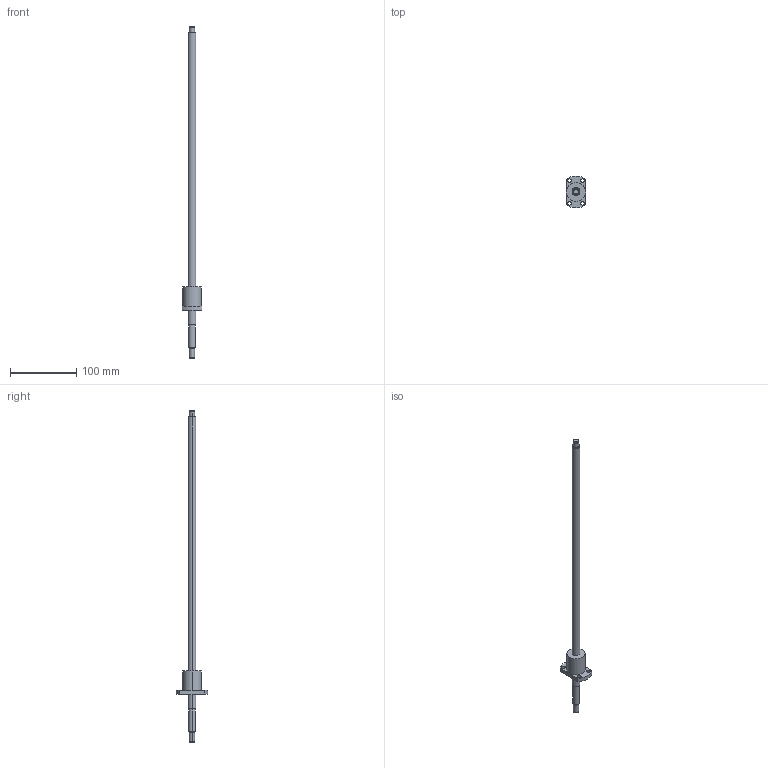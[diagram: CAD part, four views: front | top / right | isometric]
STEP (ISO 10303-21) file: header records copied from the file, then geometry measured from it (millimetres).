
FILE_DESCRIPTION (( 'STEP AP214' ), '1' );
FILE_NAME ('1755529484234.step', '2025-08-18T14:52:36', ( 'EC2' ), ( 'Amazon.com' ), 'FaSTEP 2.0', 'Forface 3D 2020', '' );
FILE_SCHEMA (( 'AUTOMOTIVE_DESIGN' ));
Length unit declared in the file: millimetre
Products named in the file (3): 1755529484234; ??^1755529484234; ??^1755529484234_BSGY-C7-12-4
Assembly tree (2 placements, depth 2):
  1755529484234
    ??^1755529484234_BSGY-C7-12-4
    ??^1755529484234
Bounding box: 30 x 48 x 500 mm (x, y, z)
Volume: 76147.8 mm3; surface area: 25770.4 mm2
Topology: 2 solids, 2 shells, 50 faces, 108 edges, 68 vertices
Faces by surface type: cylinder 26, plane 12, cone 8, torus 4
Entity records: 1514 total; most frequent: DIRECTION 286, CARTESIAN_POINT 231, ORIENTED_EDGE 216, AXIS2_PLACEMENT_3D 123, EDGE_CURVE 108, VERTEX_POINT 68, CIRCLE 68, EDGE_LOOP 66
